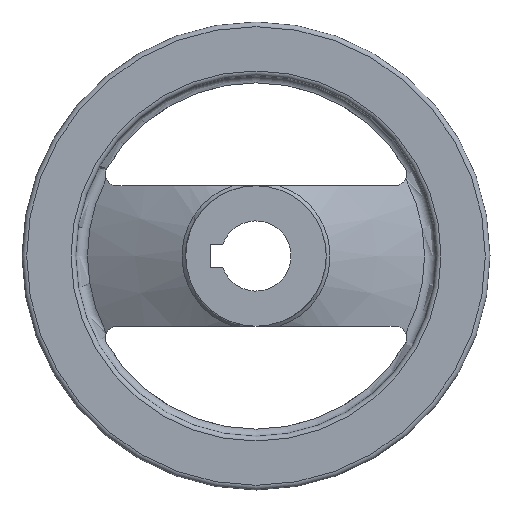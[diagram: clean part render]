
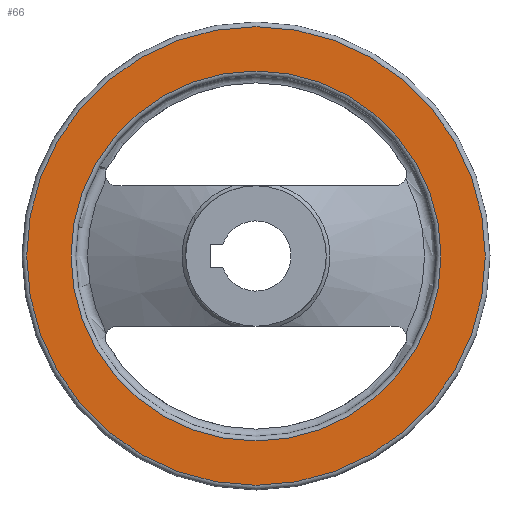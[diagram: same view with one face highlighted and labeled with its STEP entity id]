
A CAD part, left-side view. The second image highlights one B-rep face of the part: STEP entity #66.
In plain terms, the highlighted planar face has unit normal (-1, 0, 0).
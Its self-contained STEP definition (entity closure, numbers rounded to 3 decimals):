
#66 = ADVANCED_FACE( '', ( #154, #155 ), #156, .F. );
#154 = FACE_OUTER_BOUND( '', #271, .T. );
#155 = FACE_BOUND( '', #272, .T. );
#156 = PLANE( '', #273 );
#271 = EDGE_LOOP( '', ( #413 ) );
#272 = EDGE_LOOP( '', ( #414 ) );
#273 = AXIS2_PLACEMENT_3D( '', #415, #416, #417 );
#413 = ORIENTED_EDGE( '', *, *, #670, .F. );
#414 = ORIENTED_EDGE( '', *, *, #671, .T. );
#415 = CARTESIAN_POINT( '', ( 15.2, 31.62, 0. ) );
#416 = DIRECTION( '', ( 1., 0., 0. ) );
#417 = DIRECTION( '', ( 0., 0., -1. ) );
#670 = EDGE_CURVE( '', #799, #799, #800, .T. );
#671 = EDGE_CURVE( '', #801, #801, #802, .T. );
#799 = VERTEX_POINT( '', #1056 );
#800 = CIRCLE( '', #1057, 39.2 );
#801 = VERTEX_POINT( '', #1058 );
#802 = CIRCLE( '', #1059, 31.62 );
#1056 = CARTESIAN_POINT( '', ( 15.2, 0., -39.2 ) );
#1057 = AXIS2_PLACEMENT_3D( '', #1399, #1400, #1401 );
#1058 = CARTESIAN_POINT( '', ( 15.2, 0., -31.62 ) );
#1059 = AXIS2_PLACEMENT_3D( '', #1402, #1403, #1404 );
#1399 = CARTESIAN_POINT( '', ( 15.2, 0., 0. ) );
#1400 = DIRECTION( '', ( 1., 0., 0. ) );
#1401 = DIRECTION( '', ( 0., 0., -1. ) );
#1402 = CARTESIAN_POINT( '', ( 15.2, 0., 0. ) );
#1403 = DIRECTION( '', ( 1., 0., 0. ) );
#1404 = DIRECTION( '', ( 0., 0., -1. ) );
